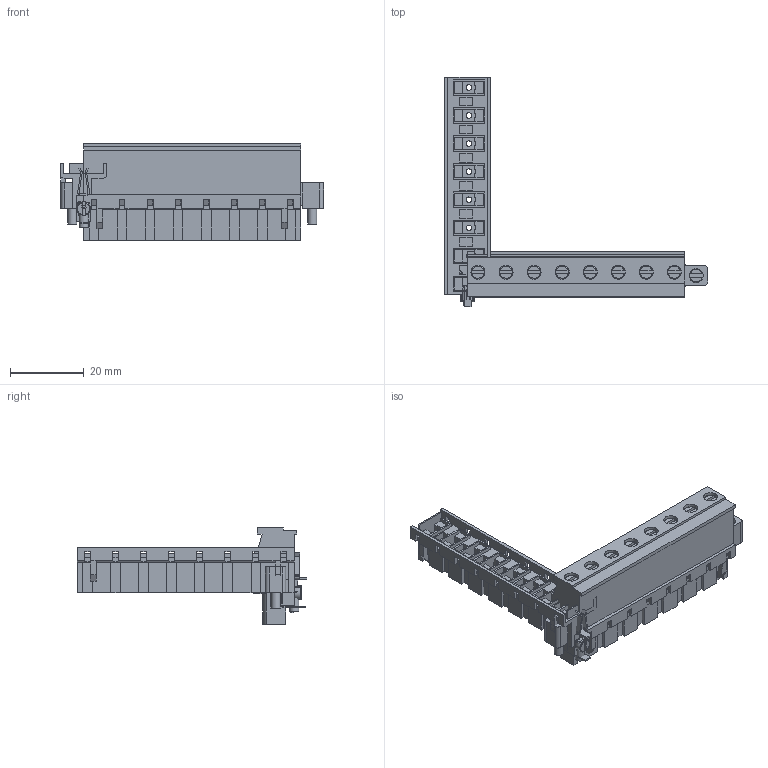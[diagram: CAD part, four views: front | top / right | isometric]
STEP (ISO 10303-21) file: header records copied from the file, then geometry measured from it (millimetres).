
FILE_DESCRIPTION( ( 'Unknown' ), '1' );
FILE_NAME( '691345410008.stp', 'Unknown', ( 'Unknown' ), ( 'Unknown' ), 'PSStep 14.0', 'Unknown', ' ' );
FILE_SCHEMA( ( 'AUTOMOTIVE_DESIGN { 1 0 10303 214 1 1 1 1 }' ) );
Length unit declared in the file: millimetre
Products named in the file (7): Assem1; vis cage; vis flange; Spring; cage; 691345410008_plastic top; 691345410008_plastic bottom
Bounding box: 71.44 x 62.38 x 26.2 mm (x, y, z)
Volume: 17423 mm3; surface area: 33973.4 mm2
Topology: 34 solids, 34 shells, 2427 faces, 6642 edges, 4337 vertices
Faces by surface type: plane 2018, cylinder 341, torus 36, cone 32
Full cylindrical faces by diameter (mm): 1.5 x16, 2.459 x9, 2.5 x3, 2.6 x16, 2.7 x4, 3 x25, 3.7 x9, 3.8 x23
Entity records: 37020 total; most frequent: CARTESIAN_POINT 5243, ORIENTED_EDGE 5080, DIRECTION 4692, EDGE_CURVE 2540, LINE 2306, VECTOR 2306, VERTEX_POINT 1696, AXIS2_PLACEMENT_3D 1193
